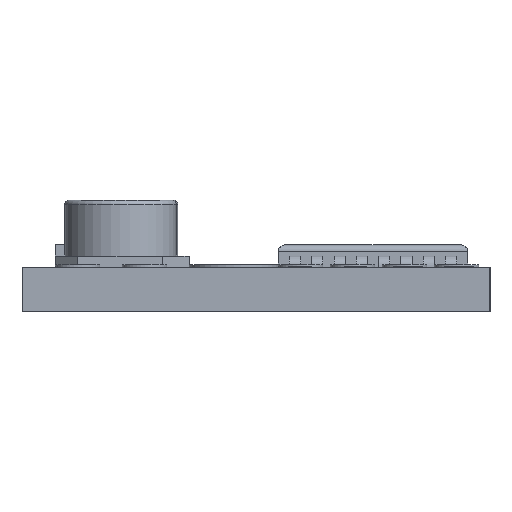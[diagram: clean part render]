
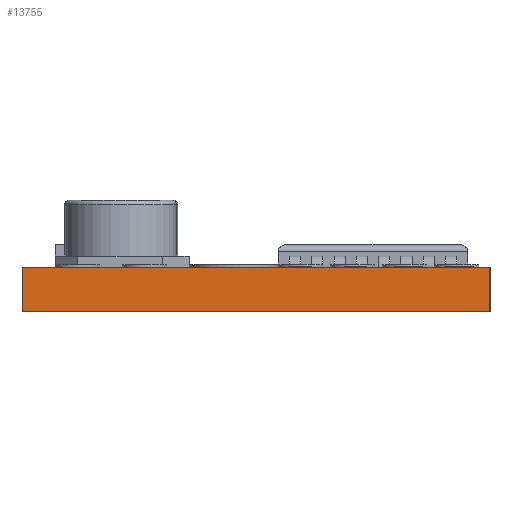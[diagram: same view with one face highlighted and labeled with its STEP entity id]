
A CAD part, left-side view. The second image highlights one B-rep face of the part: STEP entity #13755.
In plain terms, the highlighted planar face has unit normal (-1, 0, 0).
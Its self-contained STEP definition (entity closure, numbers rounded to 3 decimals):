
#1975=FACE_OUTER_BOUND('',#2775,.T.);
#2775=EDGE_LOOP('',(#12079,#12080,#12081,#12082));
#4023=LINE('',#25671,#5275);
#4024=LINE('',#25674,#5276);
#4025=LINE('',#25676,#5277);
#4026=LINE('',#25677,#5278);
#5275=VECTOR('',#16417,10.);
#5276=VECTOR('',#16420,10.);
#5277=VECTOR('',#16421,10.);
#5278=VECTOR('',#16422,10.);
#6599=VERTEX_POINT('',#25667);
#6600=VERTEX_POINT('',#25669);
#6601=VERTEX_POINT('',#25673);
#6602=VERTEX_POINT('',#25675);
#8469=EDGE_CURVE('',#6599,#6600,#4023,.T.);
#8470=EDGE_CURVE('',#6599,#6601,#4024,.T.);
#8471=EDGE_CURVE('',#6602,#6600,#4025,.T.);
#8472=EDGE_CURVE('',#6601,#6602,#4026,.T.);
#12079=ORIENTED_EDGE('',*,*,#8470,.F.);
#12080=ORIENTED_EDGE('',*,*,#8469,.T.);
#12081=ORIENTED_EDGE('',*,*,#8471,.F.);
#12082=ORIENTED_EDGE('',*,*,#8472,.F.);
#13017=PLANE('',#14401);
#13755=ADVANCED_FACE('',(#1975),#13017,.T.);
#14401=AXIS2_PLACEMENT_3D('',#25672,#16418,#16419);
#16417=DIRECTION('',(0.,0.,1.));
#16418=DIRECTION('center_axis',(-1.,0.,0.));
#16419=DIRECTION('ref_axis',(0.,-1.,0.));
#16420=DIRECTION('',(0.,1.,0.));
#16421=DIRECTION('',(0.,-1.,0.));
#16422=DIRECTION('',(0.,0.,1.));
#25667=CARTESIAN_POINT('',(-12.35,-10.5,0.));
#25669=CARTESIAN_POINT('',(-12.35,-10.5,2.));
#25671=CARTESIAN_POINT('',(-12.35,-10.5,0.));
#25672=CARTESIAN_POINT('Origin',(-12.35,10.5,0.));
#25673=CARTESIAN_POINT('',(-12.35,10.5,0.));
#25674=CARTESIAN_POINT('',(-12.35,-10.5,0.));
#25675=CARTESIAN_POINT('',(-12.35,10.5,2.));
#25676=CARTESIAN_POINT('',(-12.35,-10.5,2.));
#25677=CARTESIAN_POINT('',(-12.35,10.5,0.));
